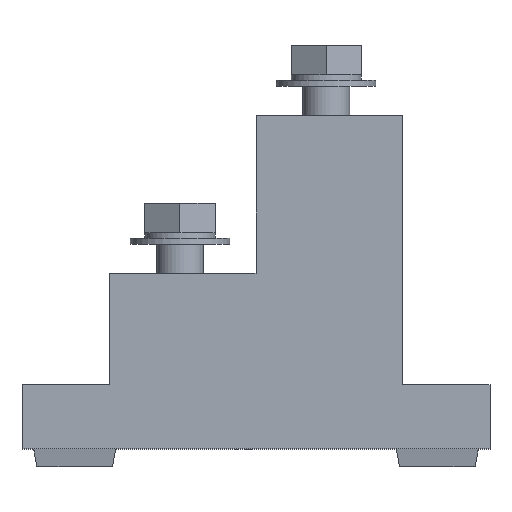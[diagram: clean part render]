
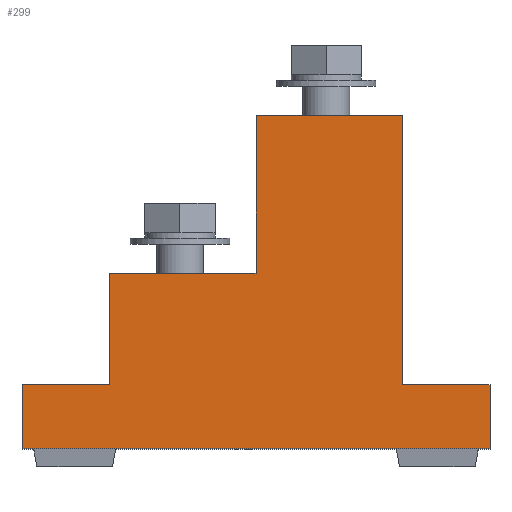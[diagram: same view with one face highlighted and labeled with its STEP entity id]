
A CAD part, top view. The second image highlights one B-rep face of the part: STEP entity #299.
In plain terms, the highlighted planar face has unit normal (0, 0, 1).
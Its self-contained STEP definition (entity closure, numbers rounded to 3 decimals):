
#26 = CARTESIAN_POINT ( 'NONE',  ( -15., 11., 15. ) ) ;
#80 = ORIENTED_EDGE ( 'NONE', *, *, #1376, .T. ) ;
#142 = ORIENTED_EDGE ( 'NONE', *, *, #788, .T. ) ;
#164 = CARTESIAN_POINT ( 'NONE',  ( -80., 11., 15. ) ) ;
#169 = CARTESIAN_POINT ( 'NONE',  ( -15., 11., 15. ) ) ;
#192 = VERTEX_POINT ( 'NONE', #1419 ) ;
#267 = CARTESIAN_POINT ( 'NONE',  ( -40., 57., 15. ) ) ;
#294 = CARTESIAN_POINT ( 'NONE',  ( 0., 0., 15. ) ) ;
#295 = VERTEX_POINT ( 'NONE', #164 ) ;
#299 = ADVANCED_FACE ( 'NONE', ( #2024 ), #1725, .T. ) ;
#300 = ORIENTED_EDGE ( 'NONE', *, *, #412, .T. ) ;
#307 = CARTESIAN_POINT ( 'NONE',  ( -80., 0., 15. ) ) ;
#320 = LINE ( 'NONE', #697, #1604 ) ;
#324 = VECTOR ( 'NONE', #775, 1000. ) ;
#362 = CARTESIAN_POINT ( 'NONE',  ( -65., 11., 15. ) ) ;
#399 = CARTESIAN_POINT ( 'NONE',  ( -65., 11., 15. ) ) ;
#402 = CARTESIAN_POINT ( 'NONE',  ( -40., 57., 15. ) ) ;
#412 = EDGE_CURVE ( 'NONE', #1837, #1790, #320, .T. ) ;
#424 = DIRECTION ( 'NONE',  ( -1., 0., 0. ) ) ;
#503 = VECTOR ( 'NONE', #1214, 1000. ) ;
#513 = EDGE_CURVE ( 'NONE', #1040, #1554, #1011, .T. ) ;
#538 = EDGE_CURVE ( 'NONE', #1166, #192, #952, .T. ) ;
#542 = CARTESIAN_POINT ( 'NONE',  ( -80., 11., 15. ) ) ;
#545 = AXIS2_PLACEMENT_3D ( 'NONE', #1576, #2125, #969 ) ;
#559 = DIRECTION ( 'NONE',  ( 0., -1., 0. ) ) ;
#616 = VECTOR ( 'NONE', #559, 1000. ) ;
#637 = DIRECTION ( 'NONE',  ( -1., 0., 0. ) ) ;
#697 = CARTESIAN_POINT ( 'NONE',  ( -80., 0., 15. ) ) ;
#775 = DIRECTION ( 'NONE',  ( -1., 0., 0. ) ) ;
#783 = LINE ( 'NONE', #26, #1183 ) ;
#788 = EDGE_CURVE ( 'NONE', #1657, #1166, #1730, .T. ) ;
#799 = LINE ( 'NONE', #935, #1579 ) ;
#868 = CARTESIAN_POINT ( 'NONE',  ( 0., 11., 15. ) ) ;
#887 = ORIENTED_EDGE ( 'NONE', *, *, #538, .T. ) ;
#898 = VECTOR ( 'NONE', #1197, 1000. ) ;
#933 = VERTEX_POINT ( 'NONE', #399 ) ;
#935 = CARTESIAN_POINT ( 'NONE',  ( -15., 57., 15. ) ) ;
#952 = LINE ( 'NONE', #1498, #1353 ) ;
#969 = DIRECTION ( 'NONE',  ( 1., 0., 0. ) ) ;
#990 = VECTOR ( 'NONE', #1026, 1000. ) ;
#1009 = EDGE_LOOP ( 'NONE', ( #300, #1212, #1484, #1853, #1171, #142, #887, #80, #1525, #1694 ) ) ;
#1011 = LINE ( 'NONE', #868, #1399 ) ;
#1026 = DIRECTION ( 'NONE',  ( 0., 1., 0. ) ) ;
#1040 = VERTEX_POINT ( 'NONE', #1115 ) ;
#1065 = LINE ( 'NONE', #542, #616 ) ;
#1075 = CARTESIAN_POINT ( 'NONE',  ( -15., 57., 15. ) ) ;
#1115 = CARTESIAN_POINT ( 'NONE',  ( 0., 11., 15. ) ) ;
#1162 = DIRECTION ( 'NONE',  ( 0., 1., 0. ) ) ;
#1166 = VERTEX_POINT ( 'NONE', #1317 ) ;
#1171 = ORIENTED_EDGE ( 'NONE', *, *, #1487, .T. ) ;
#1183 = VECTOR ( 'NONE', #1162, 1000. ) ;
#1197 = DIRECTION ( 'NONE',  ( 0., -1., 0. ) ) ;
#1205 = EDGE_CURVE ( 'NONE', #1790, #1040, #1427, .T. ) ;
#1212 = ORIENTED_EDGE ( 'NONE', *, *, #1205, .T. ) ;
#1214 = DIRECTION ( 'NONE',  ( 0., -1., 0. ) ) ;
#1276 = LINE ( 'NONE', #362, #324 ) ;
#1304 = EDGE_CURVE ( 'NONE', #933, #295, #1276, .T. ) ;
#1317 = CARTESIAN_POINT ( 'NONE',  ( -40., 30., 15. ) ) ;
#1353 = VECTOR ( 'NONE', #637, 1000. ) ;
#1376 = EDGE_CURVE ( 'NONE', #192, #933, #1842, .T. ) ;
#1399 = VECTOR ( 'NONE', #1793, 1000. ) ;
#1419 = CARTESIAN_POINT ( 'NONE',  ( -65., 30., 15. ) ) ;
#1427 = LINE ( 'NONE', #294, #990 ) ;
#1445 = CARTESIAN_POINT ( 'NONE',  ( -65., 30., 15. ) ) ;
#1484 = ORIENTED_EDGE ( 'NONE', *, *, #513, .T. ) ;
#1487 = EDGE_CURVE ( 'NONE', #1918, #1657, #799, .T. ) ;
#1498 = CARTESIAN_POINT ( 'NONE',  ( -40., 30., 15. ) ) ;
#1525 = ORIENTED_EDGE ( 'NONE', *, *, #1304, .T. ) ;
#1554 = VERTEX_POINT ( 'NONE', #169 ) ;
#1576 = CARTESIAN_POINT ( 'NONE',  ( 0., 0., 15. ) ) ;
#1579 = VECTOR ( 'NONE', #424, 1000. ) ;
#1604 = VECTOR ( 'NONE', #1894, 1000. ) ;
#1657 = VERTEX_POINT ( 'NONE', #267 ) ;
#1694 = ORIENTED_EDGE ( 'NONE', *, *, #2097, .T. ) ;
#1725 = PLANE ( 'NONE',  #545 ) ;
#1730 = LINE ( 'NONE', #402, #898 ) ;
#1790 = VERTEX_POINT ( 'NONE', #2014 ) ;
#1793 = DIRECTION ( 'NONE',  ( -1., 0., 0. ) ) ;
#1837 = VERTEX_POINT ( 'NONE', #307 ) ;
#1842 = LINE ( 'NONE', #1445, #503 ) ;
#1853 = ORIENTED_EDGE ( 'NONE', *, *, #2015, .T. ) ;
#1894 = DIRECTION ( 'NONE',  ( 1., 0., 0. ) ) ;
#1918 = VERTEX_POINT ( 'NONE', #1075 ) ;
#2014 = CARTESIAN_POINT ( 'NONE',  ( 0., 0., 15. ) ) ;
#2015 = EDGE_CURVE ( 'NONE', #1554, #1918, #783, .T. ) ;
#2024 = FACE_OUTER_BOUND ( 'NONE', #1009, .T. ) ;
#2097 = EDGE_CURVE ( 'NONE', #295, #1837, #1065, .T. ) ;
#2125 = DIRECTION ( 'NONE',  ( 0., 0., 1. ) ) ;
